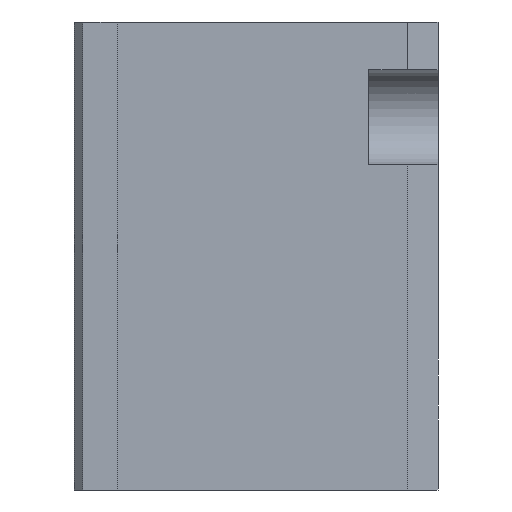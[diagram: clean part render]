
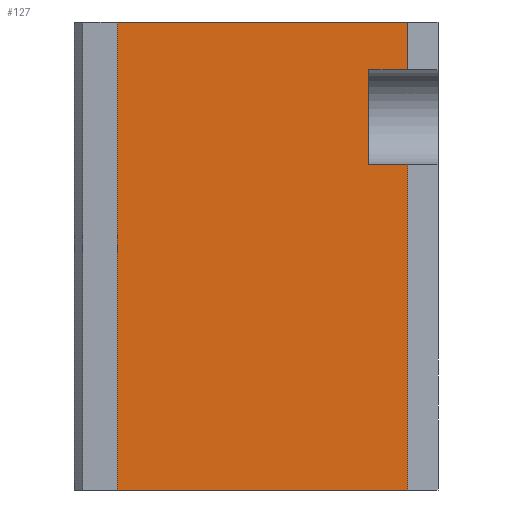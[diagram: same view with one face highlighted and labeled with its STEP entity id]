
A CAD part, left-side view. The second image highlights one B-rep face of the part: STEP entity #127.
In plain terms, the highlighted planar face has unit normal (-1, 0, 0).
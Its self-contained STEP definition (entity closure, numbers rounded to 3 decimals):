
#127 = ADVANCED_FACE( '', ( #255 ), #256, .T. );
#255 = FACE_OUTER_BOUND( '', #405, .T. );
#256 = PLANE( '', #406 );
#405 = EDGE_LOOP( '', ( #871, #872, #873, #874, #875, #876, #877, #878 ) );
#406 = AXIS2_PLACEMENT_3D( '', #879, #880, #881 );
#871 = ORIENTED_EDGE( '', *, *, #1191, .T. );
#872 = ORIENTED_EDGE( '', *, *, #1186, .T. );
#873 = ORIENTED_EDGE( '', *, *, #1179, .T. );
#874 = ORIENTED_EDGE( '', *, *, #1196, .T. );
#875 = ORIENTED_EDGE( '', *, *, #1141, .T. );
#876 = ORIENTED_EDGE( '', *, *, #1197, .F. );
#877 = ORIENTED_EDGE( '', *, *, #1198, .T. );
#878 = ORIENTED_EDGE( '', *, *, #1199, .T. );
#879 = CARTESIAN_POINT( '', ( -29., 3.5, 0. ) );
#880 = DIRECTION( '', ( -1., 0., 0. ) );
#881 = DIRECTION( '', ( 0., -1., 0. ) );
#1141 = EDGE_CURVE( '', #1418, #1416, #1419, .T. );
#1179 = EDGE_CURVE( '', #1470, #1471, #1472, .T. );
#1186 = EDGE_CURVE( '', #1483, #1470, #1484, .T. );
#1191 = EDGE_CURVE( '', #1491, #1483, #1492, .T. );
#1196 = EDGE_CURVE( '', #1471, #1418, #1499, .T. );
#1197 = EDGE_CURVE( '', #1500, #1416, #1501, .T. );
#1198 = EDGE_CURVE( '', #1500, #1502, #1503, .T. );
#1199 = EDGE_CURVE( '', #1502, #1491, #1504, .T. );
#1416 = VERTEX_POINT( '', #1870 );
#1418 = VERTEX_POINT( '', #1873 );
#1419 = LINE( '', #1874, #1875 );
#1470 = VERTEX_POINT( '', #1997 );
#1471 = VERTEX_POINT( '', #1998 );
#1472 = LINE( '', #1999, #2000 );
#1483 = VERTEX_POINT( '', #2017 );
#1484 = LINE( '', #2018, #2019 );
#1491 = VERTEX_POINT( '', #2028 );
#1492 = LINE( '', #2029, #2030 );
#1499 = LINE( '', #2041, #2042 );
#1500 = VERTEX_POINT( '', #2043 );
#1501 = LINE( '', #2044, #2045 );
#1502 = VERTEX_POINT( '', #2046 );
#1503 = LINE( '', #2047, #2048 );
#1504 = LINE( '', #2049, #2050 );
#1870 = CARTESIAN_POINT( '', ( -29., 37., 54. ) );
#1873 = CARTESIAN_POINT( '', ( -29., 3.5, 54. ) );
#1874 = CARTESIAN_POINT( '', ( -29., 37., 54. ) );
#1875 = VECTOR( '', #2287, 1. );
#1997 = CARTESIAN_POINT( '', ( -29., 8., 48.5 ) );
#1998 = CARTESIAN_POINT( '', ( -29., 3.5, 48.5 ) );
#1999 = CARTESIAN_POINT( '', ( -29., 5.75, 48.5 ) );
#2000 = VECTOR( '', #2363, 1. );
#2017 = CARTESIAN_POINT( '', ( -29., 8., 37.5 ) );
#2018 = CARTESIAN_POINT( '', ( -29., 8., 0. ) );
#2019 = VECTOR( '', #2370, 1. );
#2028 = CARTESIAN_POINT( '', ( -29., 3.5, 37.5 ) );
#2029 = CARTESIAN_POINT( '', ( -29., 5.75, 37.5 ) );
#2030 = VECTOR( '', #2379, 1. );
#2041 = CARTESIAN_POINT( '', ( -29., 3.5, 0. ) );
#2042 = VECTOR( '', #2384, 1. );
#2043 = CARTESIAN_POINT( '', ( -29., 37., 0. ) );
#2044 = CARTESIAN_POINT( '', ( -29., 37., 0. ) );
#2045 = VECTOR( '', #2385, 1. );
#2046 = CARTESIAN_POINT( '', ( -29., 3.5, 0. ) );
#2047 = CARTESIAN_POINT( '', ( -29., 37., 0. ) );
#2048 = VECTOR( '', #2386, 1. );
#2049 = CARTESIAN_POINT( '', ( -29., 3.5, 0. ) );
#2050 = VECTOR( '', #2387, 1. );
#2287 = DIRECTION( '', ( 0., 1., 0. ) );
#2363 = DIRECTION( '', ( 0., -1., 0. ) );
#2370 = DIRECTION( '', ( 0., 0., 1. ) );
#2379 = DIRECTION( '', ( 0., 1., 0. ) );
#2384 = DIRECTION( '', ( 0., 0., 1. ) );
#2385 = DIRECTION( '', ( 0., 0., 1. ) );
#2386 = DIRECTION( '', ( 0., -1., 0. ) );
#2387 = DIRECTION( '', ( 0., 0., 1. ) );
